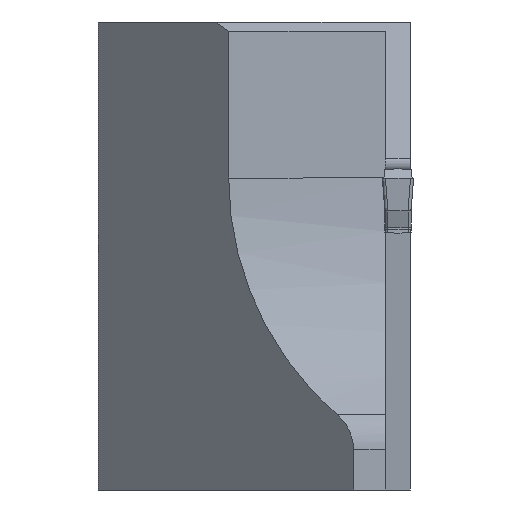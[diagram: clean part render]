
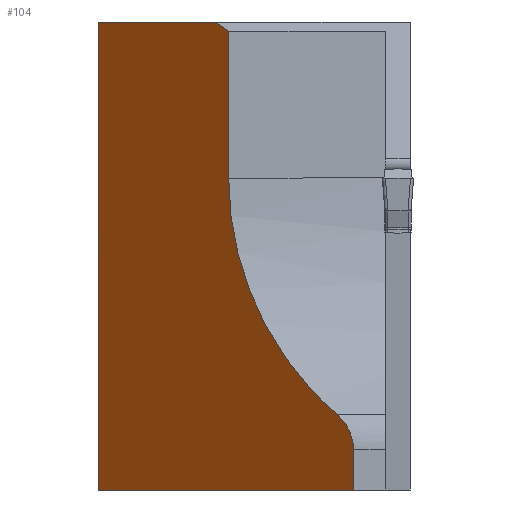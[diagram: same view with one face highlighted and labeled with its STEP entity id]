
A CAD part, left-side view. The second image highlights one B-rep face of the part: STEP entity #104.
In plain terms, the highlighted planar face has unit normal (-0.707, 0.707, 0).
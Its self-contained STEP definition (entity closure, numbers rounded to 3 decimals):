
#70=ELLIPSE('',#1169,4.243,3.);
#71=ELLIPSE('',#1181,28.284,20.);
#104=ADVANCED_FACE('',(#205),#162,.F.);
#162=PLANE('',#1185);
#205=FACE_OUTER_BOUND('',#267,.T.);
#267=EDGE_LOOP('',(#409,#410,#411,#412,#413,#414,#415,#416));
#409=ORIENTED_EDGE('',*,*,#790,.F.);
#410=ORIENTED_EDGE('',*,*,#793,.F.);
#411=ORIENTED_EDGE('',*,*,#782,.F.);
#412=ORIENTED_EDGE('',*,*,#786,.F.);
#413=ORIENTED_EDGE('',*,*,#773,.F.);
#414=ORIENTED_EDGE('',*,*,#769,.F.);
#415=ORIENTED_EDGE('',*,*,#765,.F.);
#416=ORIENTED_EDGE('',*,*,#768,.F.);
#661=VERTEX_POINT('',#1603);
#662=VERTEX_POINT('',#1605);
#663=VERTEX_POINT('',#1609);
#664=VERTEX_POINT('',#1613);
#666=VERTEX_POINT('',#1620);
#671=VERTEX_POINT('',#1635);
#672=VERTEX_POINT('',#1637);
#673=VERTEX_POINT('',#1651);
#765=EDGE_CURVE('',#661,#662,#919,.T.);
#768=EDGE_CURVE('',#663,#661,#70,.T.);
#769=EDGE_CURVE('',#662,#664,#922,.T.);
#773=EDGE_CURVE('',#664,#666,#926,.T.);
#782=EDGE_CURVE('',#671,#672,#934,.T.);
#786=EDGE_CURVE('',#666,#671,#938,.T.);
#790=EDGE_CURVE('',#673,#663,#71,.T.);
#793=EDGE_CURVE('',#672,#673,#943,.T.);
#919=LINE('',#1604,#1049);
#922=LINE('',#1612,#1052);
#926=LINE('',#1619,#1056);
#934=LINE('',#1636,#1064);
#938=LINE('',#1644,#1068);
#943=LINE('',#1658,#1073);
#1049=VECTOR('',#1284,1.);
#1052=VECTOR('',#1293,1.);
#1056=VECTOR('',#1299,1.);
#1064=VECTOR('',#1313,1.);
#1068=VECTOR('',#1323,1.);
#1073=VECTOR('',#1340,1.);
#1169=AXIS2_PLACEMENT_3D('',#1610,#1289,#1290);
#1181=AXIS2_PLACEMENT_3D('',#1652,#1333,#1334);
#1185=AXIS2_PLACEMENT_3D('',#1661,#1344,#1345);
#1284=DIRECTION('',(0.,0.,-1.));
#1289=DIRECTION('',(0.707,-0.707,0.));
#1290=DIRECTION('',(-0.707,-0.707,0.));
#1293=DIRECTION('',(0.707,0.707,0.));
#1299=DIRECTION('',(0.,0.,1.));
#1313=DIRECTION('',(-0.634,-0.634,-0.444));
#1323=DIRECTION('',(-0.707,-0.707,0.));
#1333=DIRECTION('',(-0.707,0.707,0.));
#1334=DIRECTION('',(-0.707,-0.707,0.));
#1340=DIRECTION('',(0.,0.,-1.));
#1344=DIRECTION('',(0.707,-0.707,0.));
#1345=DIRECTION('',(0.707,0.707,0.));
#1603=CARTESIAN_POINT('',(8.,3.65,-17.436));
#1604=CARTESIAN_POINT('',(8.,3.65,30.));
#1605=CARTESIAN_POINT('',(8.,3.65,-20.));
#1609=CARTESIAN_POINT('',(9.043,4.693,-15.161));
#1610=CARTESIAN_POINT('',(11.,6.65,-17.436));
#1612=CARTESIAN_POINT('',(24.35,20.,-20.));
#1613=CARTESIAN_POINT('',(24.35,20.,-20.));
#1619=CARTESIAN_POINT('',(24.35,20.,30.));
#1620=CARTESIAN_POINT('',(24.35,20.,10.));
#1635=CARTESIAN_POINT('',(16.849,12.499,10.));
#1636=CARTESIAN_POINT('',(28.497,24.147,18.156));
#1637=CARTESIAN_POINT('',(16.,11.65,9.406));
#1644=CARTESIAN_POINT('',(24.35,20.,10.));
#1651=CARTESIAN_POINT('',(16.,11.65,0.));
#1652=CARTESIAN_POINT('',(-4.,-8.35,0.));
#1658=CARTESIAN_POINT('',(16.,11.65,30.));
#1661=CARTESIAN_POINT('',(24.35,20.,30.));
